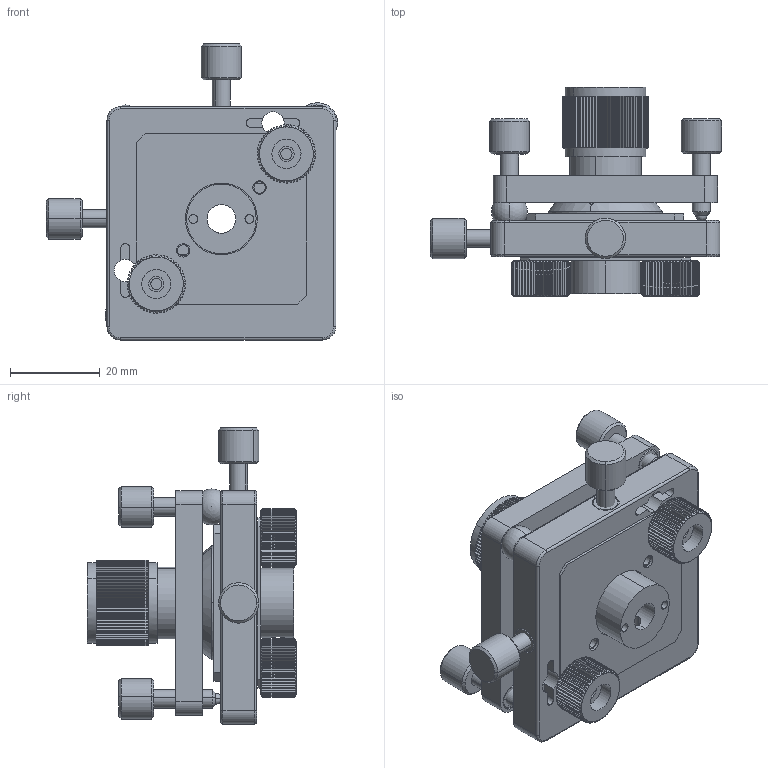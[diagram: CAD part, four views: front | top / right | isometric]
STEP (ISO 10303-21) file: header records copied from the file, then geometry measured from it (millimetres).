
FILE_DESCRIPTION (( 'STEP AP203' ), '1' );
FILE_NAME ('06PFC-2M.STEP', '2016-05-11T02:53:54', ( '' ), ( '' ), 'SwSTEP 2.0', 'SolidWorks 2016', '' );
FILE_SCHEMA (( 'CONFIG_CONTROL_DESIGN' ));
Products named in the file (1): 06PFC-2M
Bounding box: 64.89 x 46.6 x 66 mm (x, y, z)
Volume: 40932.6 mm3; surface area: 36739.8 mm2
Topology: 24 solids, 24 shells, 1368 faces, 3534 edges, 2214 vertices
Faces by surface type: plane 689, cylinder 387, cone 272, sphere 12, torus 8
Entity records: 42115 total; most frequent: CARTESIAN_POINT 8631, DIRECTION 7014, ORIENTED_EDGE 7010, EDGE_CURVE 3505, AXIS2_PLACEMENT_3D 2586, VERTEX_POINT 2203, LINE 1842, VECTOR 1842
